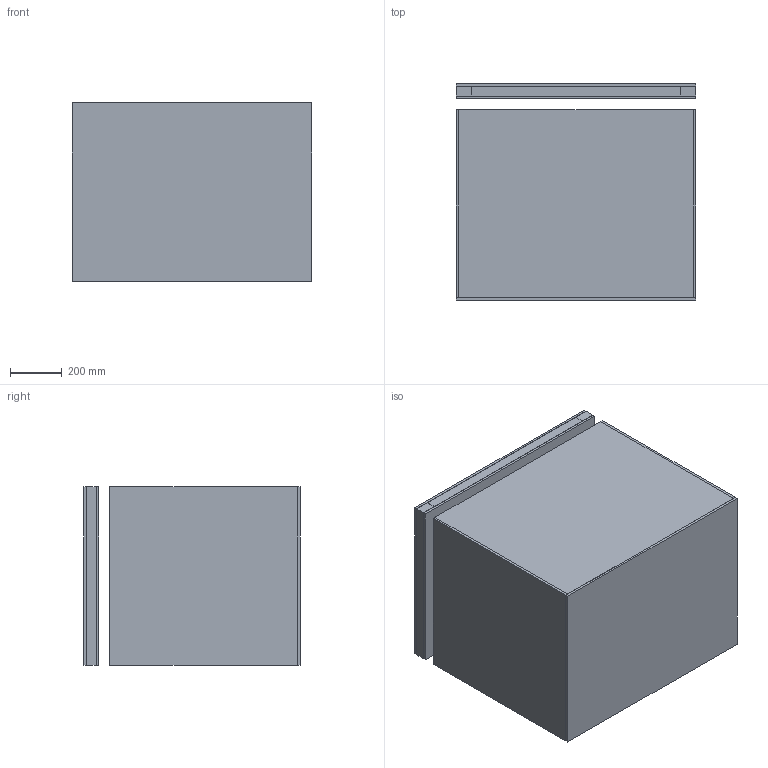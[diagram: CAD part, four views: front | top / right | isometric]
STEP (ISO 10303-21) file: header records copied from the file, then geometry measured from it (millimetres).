
FILE_DESCRIPTION(('HOOPS Exchange Step'),'2;1');
FILE_NAME('temp_export','2023-06-26T14:51:52+02:00',('mobile'),('Shapr3D Limited'),'HOOPS Exchange 2022.2','Shapr3D','Authorized');
FILE_SCHEMA( ('AUTOMOTIVE_DESIGN { 1 0 10303 214 1 1 1 1 }') );
Length unit declared in the file: millimetre
Products named in the file (8): Vorne; Hinten; Mitte; Skellet; Wände außen; Wände innen; Tür; root
Assembly tree (7 placements, depth 3):
  root
    Skellet
      Vorne
      Hinten
      Mitte
    Wände außen
    Wände innen
    Tür
Bounding box: 926 x 836 x 691 mm (x, y, z)
Volume: 96189884 mm3; surface area: 16187456 mm2
Topology: 32 solids, 32 shells, 192 faces, 384 edges, 256 vertices
Faces by surface type: plane 192
Entity records: 5011 total; most frequent: CARTESIAN_POINT 840, DIRECTION 784, ORIENTED_EDGE 768, VECTOR 384, LINE 384, EDGE_CURVE 384, VERTEX_POINT 256, AXIS2_PLACEMENT_3D 200
